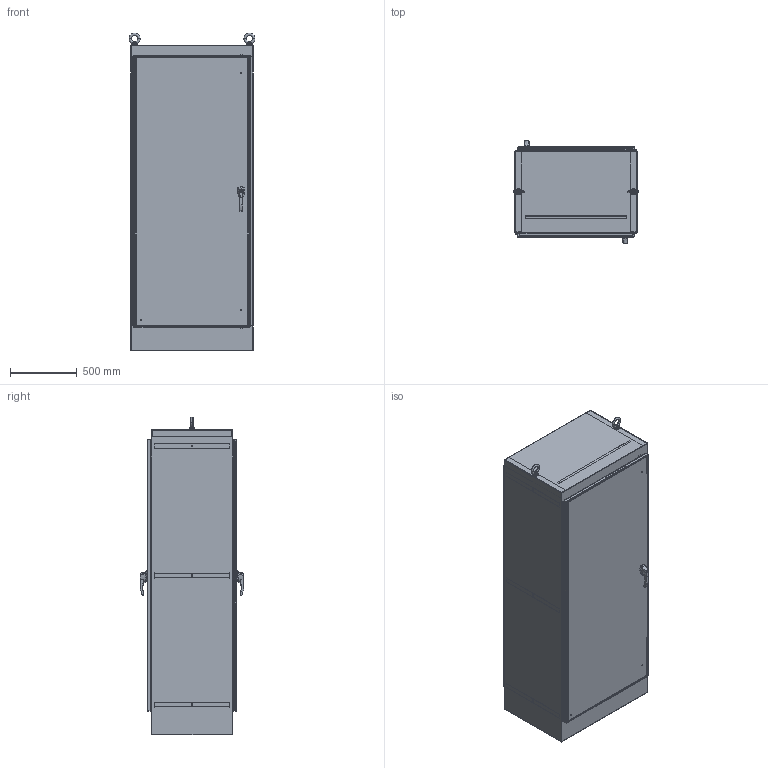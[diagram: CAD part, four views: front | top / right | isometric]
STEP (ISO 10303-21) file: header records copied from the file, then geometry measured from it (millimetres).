
FILE_DESCRIPTION (( 'STEP AP203' ), '1' );
FILE_NAME ('1418YYD24_Default.step', '2019-11-03T00:46:53', ( '' ), ( '' ), 'SwSTEP 2.0', 'SolidWorks 2019', '' );
FILE_SCHEMA (( 'CONFIG_CONTROL_DESIGN' ));
Length unit declared in the file: inch
Products named in the file (1): 1418YYD24_Default
Bounding box: 942.81 x 778.87 x 2380.31 mm (x, y, z)
Volume: 24293264.7 mm3; surface area: 20314490.4 mm2
Topology: 83 solids, 85 shells, 4831 faces, 13251 edges, 8610 vertices
Faces by surface type: cylinder 2521, plane 2044, cone 144, bspline 106, torus 16
Entity records: 172306 total; most frequent: CARTESIAN_POINT 46669, DIRECTION 26955, ORIENTED_EDGE 26462, EDGE_CURVE 13231, AXIS2_PLACEMENT_3D 9798, VERTEX_POINT 8610, LINE 7359, VECTOR 7359
